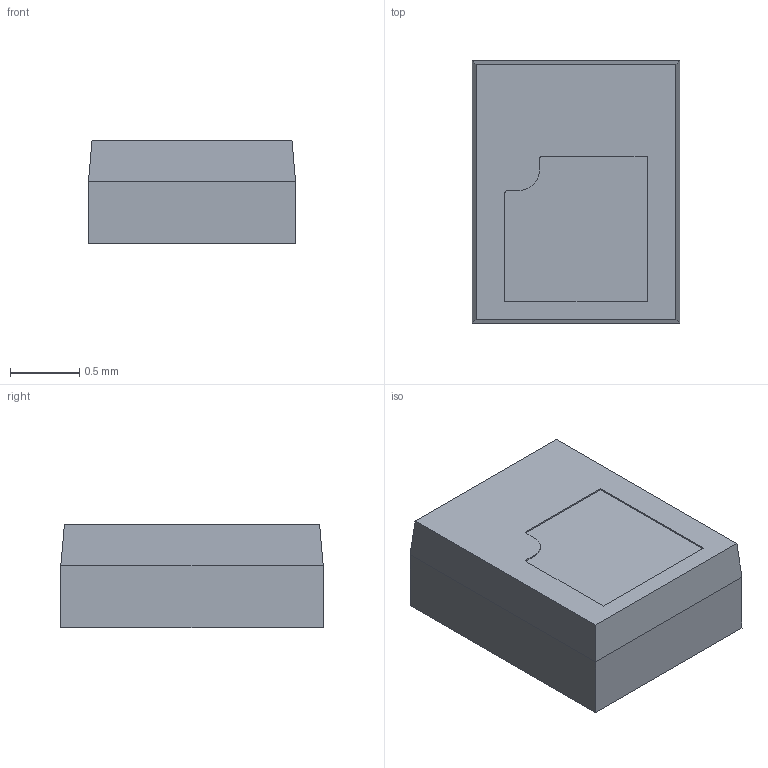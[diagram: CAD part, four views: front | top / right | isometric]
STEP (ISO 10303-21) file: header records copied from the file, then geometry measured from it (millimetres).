
FILE_DESCRIPTION (( 'STEP AP214' ), '1' );
FILE_NAME ('LUW CEUP.CE.STEP', '2017-12-21T07:21:32', ( 'Sky123.Org' ), ( 'Sky123.Org' ), 'SwSTEP 2.0', 'SolidWorks 2013', '' );
FILE_SCHEMA (( 'AUTOMOTIVE_DESIGN' ));
Length unit declared in the file: millimetre
Products named in the file (1): LUW CEUP.CE
Bounding box: 1.5 x 1.9 x 0.75 mm (x, y, z)
Volume: 2.1 mm3; surface area: 10.6 mm2
Topology: 1 solids, 1 shells, 20 faces, 47 edges, 30 vertices
Faces by surface type: plane 17, cylinder 3
Entity records: 819 total; most frequent: CARTESIAN_POINT 98, DIRECTION 95, ORIENTED_EDGE 94, EDGE_CURVE 47, VECTOR 41, LINE 41, VERTEX_POINT 30, AXIS2_PLACEMENT_3D 27
